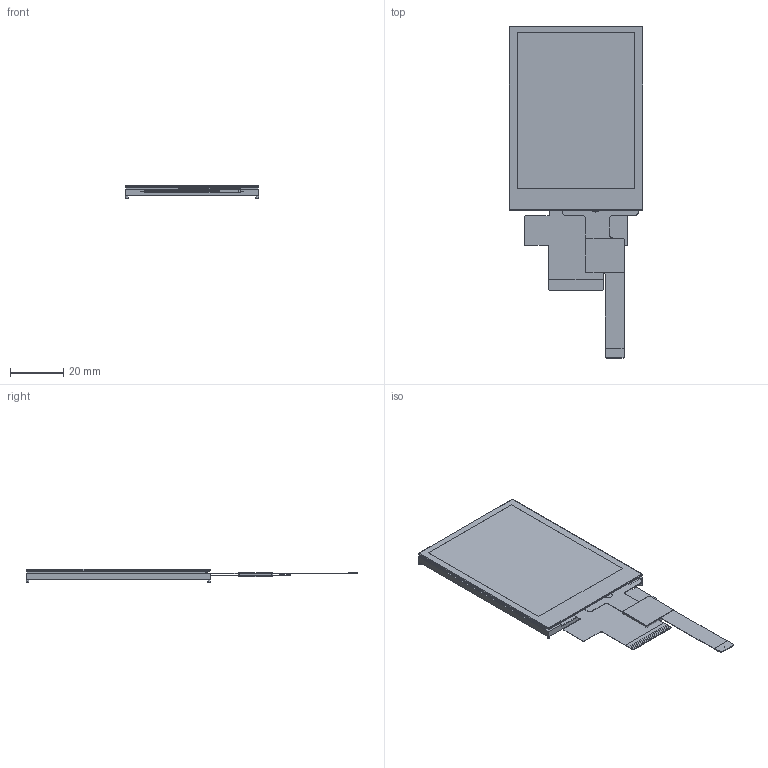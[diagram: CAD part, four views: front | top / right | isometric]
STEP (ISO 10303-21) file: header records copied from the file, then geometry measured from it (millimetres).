
FILE_DESCRIPTION (( 'STEP AP214' ), '1' );
FILE_NAME ('NHD-2.8-240320AF-CSXP-F-CTP.STEP', '2019-04-08T19:54:44', ( '' ), ( '' ), 'SwSTEP 2.0', 'SolidWorks 2018', '' );
FILE_SCHEMA (( 'AUTOMOTIVE_DESIGN' ));
Length unit declared in the file: millimetre
Products named in the file (3): NHD-2.8-240320AF-CSXP-F-CTP; NHD-2.8-240320AF-CSXP-F; NHD-CTP-2.8A
Assembly tree (2 placements, depth 2):
  NHD-2.8-240320AF-CSXP-F-CTP
    NHD-2.8-240320AF-CSXP-F
    NHD-CTP-2.8A
Bounding box: 50 x 124.7 x 4.99 mm (x, y, z)
Volume: 15039.2 mm3; surface area: 38733.9 mm2
Topology: 11 solids, 11 shells, 408 faces, 1109 edges, 732 vertices
Faces by surface type: plane 353, cylinder 47, cone 8
Entity records: 14708 total; most frequent: CARTESIAN_POINT 2260, ORIENTED_EDGE 2218, DIRECTION 2035, EDGE_CURVE 1109, VECTOR 1005, LINE 1005, VERTEX_POINT 732, AXIS2_PLACEMENT_3D 515
